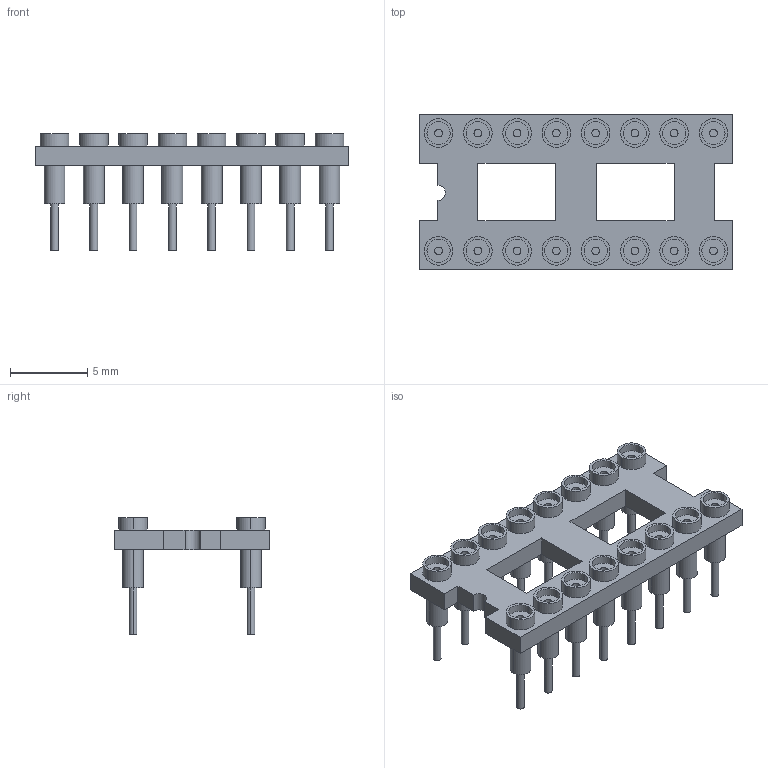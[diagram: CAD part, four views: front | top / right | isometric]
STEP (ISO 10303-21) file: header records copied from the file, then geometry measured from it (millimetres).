
FILE_DESCRIPTION((''),'2;1');
FILE_NAME('16 Pin IC Socket.stp','2008-01-03T18:00:38',('Owner'),(''),'Autodesk Inventor (R) 6.0','Autodesk Inventor (R) 6.0','');
FILE_SCHEMA(('AUTOMOTIVE_DESIGN { 1 0 10303 214 1 1 1 1 }'));
Length unit declared in the file: inch
Products named in the file (3): 16 Pin IC Socket; 16 Pin Socket Substrate; IC Socket Pin
Assembly tree (17 placements, depth 2):
  16 Pin IC Socket
    16 Pin Socket Substrate
    IC Socket Pin  x16
Bounding box: 20.29 x 10.08 x 7.55 mm (x, y, z)
Volume: 309.7 mm3; surface area: 1036.5 mm2
Topology: 17 solids, 17 shells, 296 faces, 610 edges, 380 vertices
Faces by surface type: bspline 112, cylinder 97, plane 87
Entity records: 1481 total; most frequent: CARTESIAN_POINT 329, DIRECTION 228, ORIENTED_EDGE 196, EDGE_CURVE 98, AXIS2_PLACEMENT_3D 76, VECTOR 76, LINE 76, VERTEX_POINT 65
